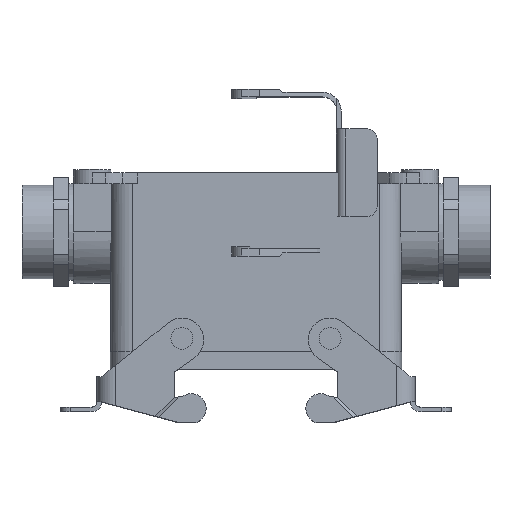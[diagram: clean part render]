
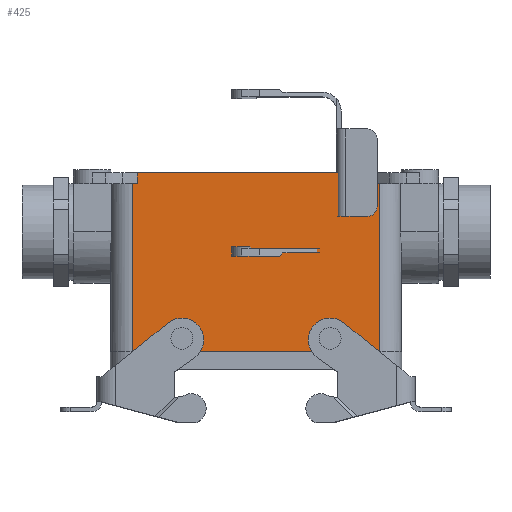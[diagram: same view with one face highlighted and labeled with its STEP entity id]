
A CAD part, top view. The second image highlights one B-rep face of the part: STEP entity #425.
In plain terms, the highlighted planar face has unit normal (0, 0, 1).
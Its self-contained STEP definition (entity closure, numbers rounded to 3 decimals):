
#425 = ADVANCED_FACE( '', ( #1003, #1004, #1005 ), #1006, .F. );
#1003 = FACE_BOUND( '', #1764, .T. );
#1004 = FACE_OUTER_BOUND( '', #1765, .T. );
#1005 = FACE_BOUND( '', #1766, .T. );
#1006 = PLANE( '', #1767 );
#1764 = EDGE_LOOP( '', ( #2986 ) );
#1765 = EDGE_LOOP( '', ( #2987, #2988, #2989, #2990, #2991, #2992, #2993, #2994 ) );
#1766 = EDGE_LOOP( '', ( #2995 ) );
#1767 = AXIS2_PLACEMENT_3D( '', #2996, #2997, #2998 );
#2986 = ORIENTED_EDGE( '', *, *, #4669, .F. );
#2987 = ORIENTED_EDGE( '', *, *, #4294, .T. );
#2988 = ORIENTED_EDGE( '', *, *, #4670, .F. );
#2989 = ORIENTED_EDGE( '', *, *, #4353, .T. );
#2990 = ORIENTED_EDGE( '', *, *, #4671, .T. );
#2991 = ORIENTED_EDGE( '', *, *, #4672, .F. );
#2992 = ORIENTED_EDGE( '', *, *, #4673, .F. );
#2993 = ORIENTED_EDGE( '', *, *, #4342, .T. );
#2994 = ORIENTED_EDGE( '', *, *, #4674, .T. );
#2995 = ORIENTED_EDGE( '', *, *, #4675, .F. );
#2996 = CARTESIAN_POINT( '', ( 0., -3.5, 21.5 ) );
#2997 = DIRECTION( '', ( 0., 0., -1. ) );
#2998 = DIRECTION( '', ( -1., 0., 0. ) );
#4294 = EDGE_CURVE( '', #5104, #5102, #5105, .T. );
#4342 = EDGE_CURVE( '', #5177, #5189, #5191, .T. );
#4353 = EDGE_CURVE( '', #5211, #5209, #5212, .T. );
#4669 = EDGE_CURVE( '', #5721, #5721, #5722, .F. );
#4670 = EDGE_CURVE( '', #5211, #5102, #5723, .T. );
#4671 = EDGE_CURVE( '', #5209, #5724, #5725, .T. );
#4672 = EDGE_CURVE( '', #5726, #5724, #5727, .T. );
#4673 = EDGE_CURVE( '', #5177, #5726, #5728, .T. );
#4674 = EDGE_CURVE( '', #5189, #5104, #5729, .T. );
#4675 = EDGE_CURVE( '', #5730, #5730, #5731, .F. );
#5102 = VERTEX_POINT( '', #6327 );
#5104 = VERTEX_POINT( '', #6330 );
#5105 = LINE( '', #6331, #6332 );
#5177 = VERTEX_POINT( '', #6443 );
#5189 = VERTEX_POINT( '', #6458 );
#5191 = LINE( '', #6461, #6462 );
#5209 = VERTEX_POINT( '', #6484 );
#5211 = VERTEX_POINT( '', #6486 );
#5212 = LINE( '', #6487, #6488 );
#5721 = VERTEX_POINT( '', #7175 );
#5722 = CIRCLE( '', #7176, 2.45 );
#5723 = LINE( '', #7177, #7178 );
#5724 = VERTEX_POINT( '', #7179 );
#5725 = LINE( '', #7180, #7181 );
#5726 = VERTEX_POINT( '', #7182 );
#5727 = LINE( '', #7183, #7184 );
#5728 = LINE( '', #7185, #7186 );
#5729 = LINE( '', #7187, #7188 );
#5730 = VERTEX_POINT( '', #7189 );
#5731 = CIRCLE( '', #7190, 2.45 );
#6327 = CARTESIAN_POINT( '', ( -37.985, 0., 21.5 ) );
#6330 = CARTESIAN_POINT( '', ( 37.985, 0., 21.5 ) );
#6331 = CARTESIAN_POINT( '', ( 0., 0., 21.5 ) );
#6332 = VECTOR( '', #7904, 1000. );
#6443 = CARTESIAN_POINT( '', ( 39.65, -3.5, 21.5 ) );
#6458 = CARTESIAN_POINT( '', ( 37.985, -3.5, 21.5 ) );
#6461 = CARTESIAN_POINT( '', ( -48.299, -3.5, 21.5 ) );
#6462 = VECTOR( '', #7978, 1000. );
#6484 = CARTESIAN_POINT( '', ( -39.65, -3.5, 21.5 ) );
#6486 = CARTESIAN_POINT( '', ( -37.985, -3.5, 21.5 ) );
#6487 = CARTESIAN_POINT( '', ( -48.299, -3.5, 21.5 ) );
#6488 = VECTOR( '', #7995, 1000. );
#7175 = CARTESIAN_POINT( '', ( 21.3, -53.101, 21.5 ) );
#7176 = AXIS2_PLACEMENT_3D( '', #8402, #8403, #8404 );
#7177 = CARTESIAN_POINT( '', ( -37.985, -3.5, 21.5 ) );
#7178 = VECTOR( '', #8405, 1000. );
#7179 = CARTESIAN_POINT( '', ( -39.65, -57.4, 21.5 ) );
#7180 = CARTESIAN_POINT( '', ( -39.65, 85.248, 21.5 ) );
#7181 = VECTOR( '', #8406, 1000. );
#7182 = CARTESIAN_POINT( '', ( 39.65, -57.4, 21.5 ) );
#7183 = CARTESIAN_POINT( '', ( -39.65, -57.4, 21.5 ) );
#7184 = VECTOR( '', #8407, 1000. );
#7185 = CARTESIAN_POINT( '', ( 39.65, 85.248, 21.5 ) );
#7186 = VECTOR( '', #8408, 1000. );
#7187 = CARTESIAN_POINT( '', ( 37.985, -3.5, 21.5 ) );
#7188 = VECTOR( '', #8409, 1000. );
#7189 = CARTESIAN_POINT( '', ( -26.2, -53.101, 21.5 ) );
#7190 = AXIS2_PLACEMENT_3D( '', #8410, #8411, #8412 );
#7904 = DIRECTION( '', ( -1., 0., 0. ) );
#7978 = DIRECTION( '', ( -1., 0., 0. ) );
#7995 = DIRECTION( '', ( -1., 0., 0. ) );
#8402 = CARTESIAN_POINT( '', ( 23.75, -53.101, 21.5 ) );
#8403 = DIRECTION( '', ( 0., 0., -1. ) );
#8404 = DIRECTION( '', ( -1., 0., 0. ) );
#8405 = DIRECTION( '', ( 0., 1., 0. ) );
#8406 = DIRECTION( '', ( 0., -1., 0. ) );
#8407 = DIRECTION( '', ( -1., 0., 0. ) );
#8408 = DIRECTION( '', ( 0., -1., 0. ) );
#8409 = DIRECTION( '', ( 0., 1., 0. ) );
#8410 = CARTESIAN_POINT( '', ( -23.75, -53.101, 21.5 ) );
#8411 = DIRECTION( '', ( 0., 0., -1. ) );
#8412 = DIRECTION( '', ( -1., 0., 0. ) );
